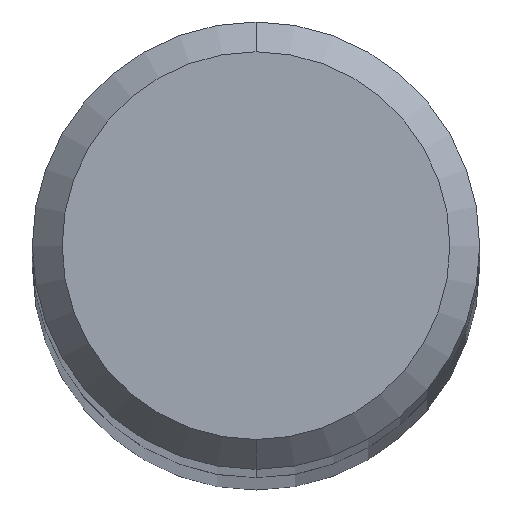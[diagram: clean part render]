
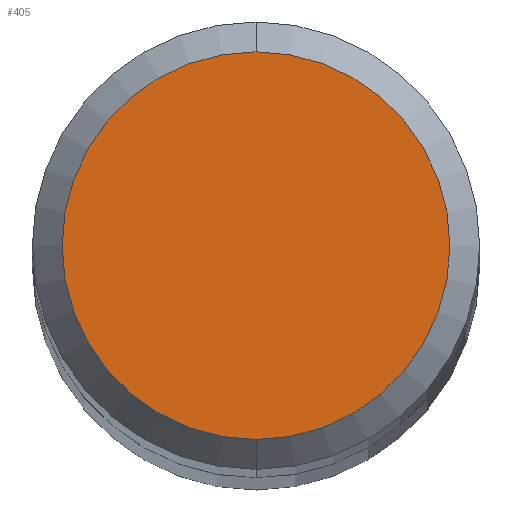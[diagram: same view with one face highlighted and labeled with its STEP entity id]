
A CAD part, top view. The second image highlights one B-rep face of the part: STEP entity #405.
In plain terms, the highlighted planar face has unit normal (0, 0, 1).
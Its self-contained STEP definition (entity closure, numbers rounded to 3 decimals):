
#301=EDGE_CURVE('',#381,#307,#588,.T.);
#307=VERTEX_POINT('',#594);
#327=EDGE_CURVE('',#307,#381,#617,.T.);
#381=VERTEX_POINT('',#677);
#405=ADVANCED_FACE('',(#704),#705,.T.);
#588=CIRCLE('',#1084,2.6);
#594=CARTESIAN_POINT('',(0.,-2.6,0.0));
#617=CIRCLE('',#1132,2.6);
#677=CARTESIAN_POINT('',(0.0,2.6,0.0));
#704=FACE_OUTER_BOUND('',#1290,.T.);
#705=PLANE('',#1291);
#1084=AXIS2_PLACEMENT_3D('',#1465,#1466,#1467);
#1132=AXIS2_PLACEMENT_3D('',#1504,#1505,#1506);
#1290=EDGE_LOOP('',(#1609,#1610));
#1291=AXIS2_PLACEMENT_3D('',#1611,#1612,#1613);
#1465=CARTESIAN_POINT('',(0.0,0.0,0.0));
#1466=DIRECTION('',(0.0,0.0,-1.0));
#1467=DIRECTION('',(0.0,1.0,0.0));
#1504=CARTESIAN_POINT('',(0.0,0.0,0.0));
#1505=DIRECTION('',(0.0,0.0,-1.0));
#1506=DIRECTION('',(0.0,1.0,0.0));
#1609=ORIENTED_EDGE('',*,*,#301,.F.);
#1610=ORIENTED_EDGE('',*,*,#327,.F.);
#1611=CARTESIAN_POINT('',(0.0,1.3,0.0));
#1612=DIRECTION('',(-0.0,0.0,1.0));
#1613=DIRECTION('',(0.0,-1.0,0.0));
